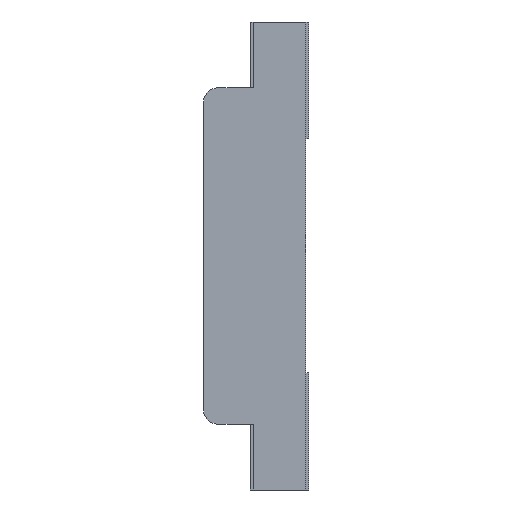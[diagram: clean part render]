
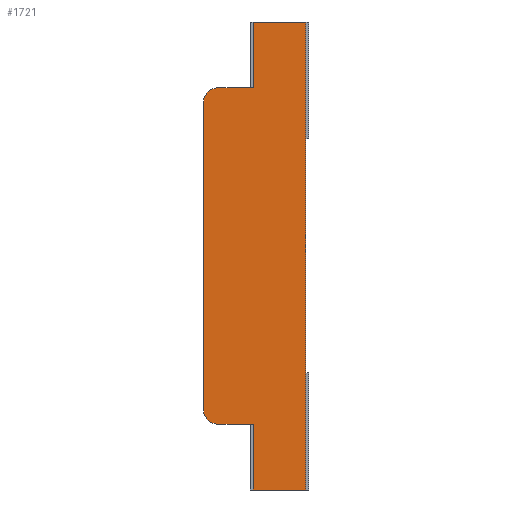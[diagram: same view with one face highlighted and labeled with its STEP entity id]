
A CAD part, left-side view. The second image highlights one B-rep face of the part: STEP entity #1721.
In plain terms, the highlighted planar face has unit normal (-1, 0, 0).
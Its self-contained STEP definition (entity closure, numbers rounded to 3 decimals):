
#79 = VERTEX_POINT ( 'NONE', #1565 ) ;
#109 = DIRECTION ( 'NONE',  ( 0., 0., -1. ) ) ;
#122 = PLANE ( 'NONE',  #543 ) ;
#123 = CARTESIAN_POINT ( 'NONE',  ( -0.8, 0.3, 0.575 ) ) ;
#169 = ORIENTED_EDGE ( 'NONE', *, *, #685, .T. ) ;
#171 = CARTESIAN_POINT ( 'NONE',  ( -0.8, 0.18, -0.575 ) ) ;
#191 = EDGE_CURVE ( 'NONE', #1317, #440, #797, .T. ) ;
#201 = VECTOR ( 'NONE', #1571, 1000. ) ;
#229 = CARTESIAN_POINT ( 'NONE',  ( -0.8, 0.18, -0.8 ) ) ;
#238 = CIRCLE ( 'NONE', #1421, 0.05 ) ;
#247 = CARTESIAN_POINT ( 'NONE',  ( -0.8, 0.18, -0.575 ) ) ;
#286 = DIRECTION ( 'NONE',  ( 0., 0., 1. ) ) ;
#320 = CARTESIAN_POINT ( 'NONE',  ( -0.8, 0., 0. ) ) ;
#392 = VECTOR ( 'NONE', #109, 1000. ) ;
#402 = CARTESIAN_POINT ( 'NONE',  ( -0.8, 0.35, 0.525 ) ) ;
#427 = VECTOR ( 'NONE', #595, 1000. ) ;
#440 = VERTEX_POINT ( 'NONE', #123 ) ;
#450 = CARTESIAN_POINT ( 'NONE',  ( -0.8, 0., -0.8 ) ) ;
#451 = CARTESIAN_POINT ( 'NONE',  ( -0.8, 0.18, -0.8 ) ) ;
#484 = EDGE_CURVE ( 'NONE', #501, #523, #2270, .T. ) ;
#501 = VERTEX_POINT ( 'NONE', #673 ) ;
#519 = VERTEX_POINT ( 'NONE', #229 ) ;
#523 = VERTEX_POINT ( 'NONE', #1879 ) ;
#543 = AXIS2_PLACEMENT_3D ( 'NONE', #661, #811, #286 ) ;
#546 = EDGE_CURVE ( 'NONE', #1079, #79, #2055, .T. ) ;
#590 = VERTEX_POINT ( 'NONE', #1511 ) ;
#595 = DIRECTION ( 'NONE',  ( 0., 1., 0. ) ) ;
#600 = VERTEX_POINT ( 'NONE', #739 ) ;
#661 = CARTESIAN_POINT ( 'NONE',  ( -0.8, 0., -0.8 ) ) ;
#666 = CARTESIAN_POINT ( 'NONE',  ( -0.8, 0.3, -0.525 ) ) ;
#673 = CARTESIAN_POINT ( 'NONE',  ( -0.8, 0.18, 0.8 ) ) ;
#676 = DIRECTION ( 'NONE',  ( 0., 0., -1. ) ) ;
#685 = EDGE_CURVE ( 'NONE', #519, #600, #1017, .T. ) ;
#739 = CARTESIAN_POINT ( 'NONE',  ( -0.8, 0., -0.8 ) ) ;
#797 = CIRCLE ( 'NONE', #2284, 0.05 ) ;
#811 = DIRECTION ( 'NONE',  ( -1., 0., 0. ) ) ;
#814 = EDGE_CURVE ( 'NONE', #600, #2029, #1248, .T. ) ;
#908 = VECTOR ( 'NONE', #964, 1000. ) ;
#964 = DIRECTION ( 'NONE',  ( 0., 1., 0. ) ) ;
#981 = ORIENTED_EDGE ( 'NONE', *, *, #546, .F. ) ;
#1017 = LINE ( 'NONE', #450, #2028 ) ;
#1033 = EDGE_CURVE ( 'NONE', #1317, #590, #1582, .T. ) ;
#1053 = ORIENTED_EDGE ( 'NONE', *, *, #484, .T. ) ;
#1060 = EDGE_CURVE ( 'NONE', #79, #590, #238, .T. ) ;
#1074 = DIRECTION ( 'NONE',  ( 0., 0., -1. ) ) ;
#1079 = VERTEX_POINT ( 'NONE', #171 ) ;
#1088 = ORIENTED_EDGE ( 'NONE', *, *, #1060, .F. ) ;
#1248 = LINE ( 'NONE', #320, #2145 ) ;
#1313 = CARTESIAN_POINT ( 'NONE',  ( -0.8, 0., 0.575 ) ) ;
#1317 = VERTEX_POINT ( 'NONE', #402 ) ;
#1328 = EDGE_CURVE ( 'NONE', #523, #440, #1334, .T. ) ;
#1334 = LINE ( 'NONE', #1313, #427 ) ;
#1412 = DIRECTION ( 'NONE',  ( 0., 0., 1. ) ) ;
#1421 = AXIS2_PLACEMENT_3D ( 'NONE', #666, #1970, #676 ) ;
#1427 = ORIENTED_EDGE ( 'NONE', *, *, #1328, .T. ) ;
#1511 = CARTESIAN_POINT ( 'NONE',  ( -0.8, 0.35, -0.525 ) ) ;
#1541 = ORIENTED_EDGE ( 'NONE', *, *, #1033, .T. ) ;
#1554 = CARTESIAN_POINT ( 'NONE',  ( -0.8, 0., 0.8 ) ) ;
#1565 = CARTESIAN_POINT ( 'NONE',  ( -0.8, 0.3, -0.575 ) ) ;
#1571 = DIRECTION ( 'NONE',  ( 0., 0., -1. ) ) ;
#1582 = LINE ( 'NONE', #1598, #1912 ) ;
#1598 = CARTESIAN_POINT ( 'NONE',  ( -0.8, 0.35, -0.8 ) ) ;
#1616 = EDGE_LOOP ( 'NONE', ( #981, #2007, #169, #2305, #2149, #1053, #1427, #2091, #1541, #1088 ) ) ;
#1721 = ADVANCED_FACE ( 'NONE', ( #2298 ), #122, .T. ) ;
#1762 = CARTESIAN_POINT ( 'NONE',  ( -0.8, 0.18, -0.8 ) ) ;
#1768 = VECTOR ( 'NONE', #1895, 1000. ) ;
#1773 = CARTESIAN_POINT ( 'NONE',  ( -0.8, 0., 0.8 ) ) ;
#1788 = DIRECTION ( 'NONE',  ( 1., 0., 0. ) ) ;
#1874 = LINE ( 'NONE', #1554, #1768 ) ;
#1879 = CARTESIAN_POINT ( 'NONE',  ( -0.8, 0.18, 0.575 ) ) ;
#1895 = DIRECTION ( 'NONE',  ( 0., -1., 0. ) ) ;
#1912 = VECTOR ( 'NONE', #2323, 1000. ) ;
#1970 = DIRECTION ( 'NONE',  ( 1., 0., 0. ) ) ;
#2007 = ORIENTED_EDGE ( 'NONE', *, *, #2103, .T. ) ;
#2013 = CARTESIAN_POINT ( 'NONE',  ( -0.8, 0.3, 0.525 ) ) ;
#2028 = VECTOR ( 'NONE', #2068, 1000. ) ;
#2029 = VERTEX_POINT ( 'NONE', #1773 ) ;
#2055 = LINE ( 'NONE', #247, #908 ) ;
#2068 = DIRECTION ( 'NONE',  ( 0., -1., 0. ) ) ;
#2090 = LINE ( 'NONE', #451, #201 ) ;
#2091 = ORIENTED_EDGE ( 'NONE', *, *, #191, .F. ) ;
#2103 = EDGE_CURVE ( 'NONE', #1079, #519, #2090, .T. ) ;
#2145 = VECTOR ( 'NONE', #1412, 1000. ) ;
#2149 = ORIENTED_EDGE ( 'NONE', *, *, #2312, .F. ) ;
#2270 = LINE ( 'NONE', #1762, #392 ) ;
#2284 = AXIS2_PLACEMENT_3D ( 'NONE', #2013, #1788, #1074 ) ;
#2298 = FACE_OUTER_BOUND ( 'NONE', #1616, .T. ) ;
#2305 = ORIENTED_EDGE ( 'NONE', *, *, #814, .T. ) ;
#2312 = EDGE_CURVE ( 'NONE', #501, #2029, #1874, .T. ) ;
#2323 = DIRECTION ( 'NONE',  ( 0., 0., -1. ) ) ;
